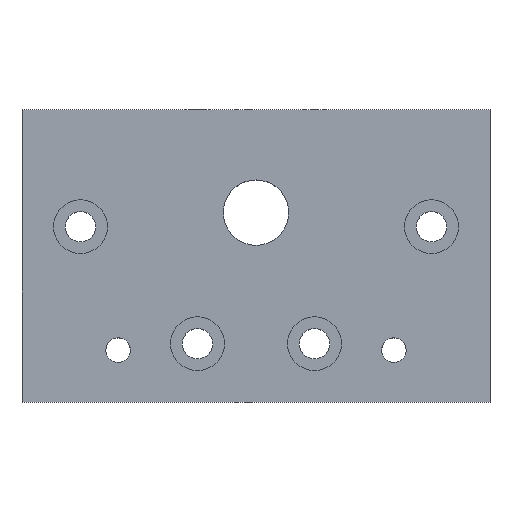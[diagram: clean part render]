
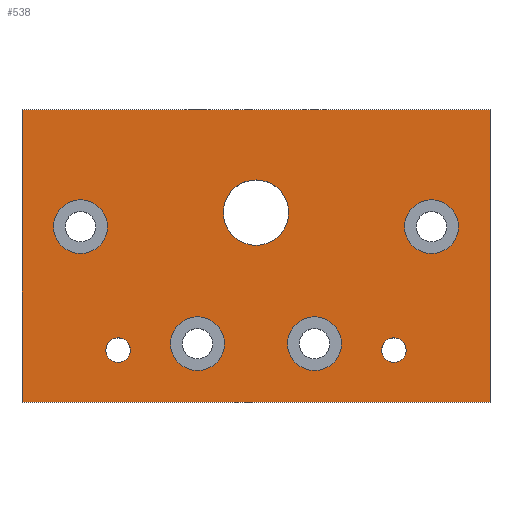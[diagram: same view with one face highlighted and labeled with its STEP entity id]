
A CAD part, top view. The second image highlights one B-rep face of the part: STEP entity #538.
In plain terms, the highlighted planar face has unit normal (0, 0, 1).
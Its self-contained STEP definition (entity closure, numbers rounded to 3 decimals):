
#17=FACE_BOUND('',#82,.T.);
#18=FACE_BOUND('',#83,.T.);
#19=FACE_BOUND('',#84,.T.);
#20=FACE_BOUND('',#85,.T.);
#21=FACE_BOUND('',#86,.T.);
#22=FACE_BOUND('',#87,.T.);
#23=FACE_BOUND('',#88,.T.);
#38=PLANE('',#592);
#54=FACE_OUTER_BOUND('',#81,.T.);
#81=EDGE_LOOP('',(#388,#389,#390,#391));
#82=EDGE_LOOP('',(#392));
#83=EDGE_LOOP('',(#393,#394));
#84=EDGE_LOOP('',(#395,#396));
#85=EDGE_LOOP('',(#397,#398));
#86=EDGE_LOOP('',(#399,#400));
#87=EDGE_LOOP('',(#401,#402));
#88=EDGE_LOOP('',(#403,#404));
#129=LINE('',#872,#157);
#130=LINE('',#874,#158);
#131=LINE('',#876,#159);
#132=LINE('',#877,#160);
#157=VECTOR('',#695,50.);
#158=VECTOR('',#696,80.);
#159=VECTOR('',#697,50.);
#160=VECTOR('',#698,80.);
#180=CIRCLE('',#575,5.588);
#193=CIRCLE('',#593,2.1);
#194=CIRCLE('',#594,2.1);
#195=CIRCLE('',#595,2.1);
#196=CIRCLE('',#596,2.1);
#197=CIRCLE('',#597,4.6);
#198=CIRCLE('',#598,4.6);
#199=CIRCLE('',#599,4.6);
#200=CIRCLE('',#600,4.6);
#201=CIRCLE('',#601,4.6);
#202=CIRCLE('',#602,4.6);
#203=CIRCLE('',#603,4.6);
#204=CIRCLE('',#604,4.6);
#229=VERTEX_POINT('',#834);
#242=VERTEX_POINT('',#870);
#243=VERTEX_POINT('',#871);
#244=VERTEX_POINT('',#873);
#245=VERTEX_POINT('',#875);
#246=VERTEX_POINT('',#878);
#247=VERTEX_POINT('',#879);
#248=VERTEX_POINT('',#882);
#249=VERTEX_POINT('',#883);
#250=VERTEX_POINT('',#886);
#251=VERTEX_POINT('',#887);
#252=VERTEX_POINT('',#890);
#253=VERTEX_POINT('',#891);
#254=VERTEX_POINT('',#894);
#255=VERTEX_POINT('',#895);
#256=VERTEX_POINT('',#898);
#257=VERTEX_POINT('',#899);
#288=EDGE_CURVE('',#229,#229,#180,.T.);
#306=EDGE_CURVE('',#242,#243,#129,.T.);
#307=EDGE_CURVE('',#243,#244,#130,.T.);
#308=EDGE_CURVE('',#244,#245,#131,.T.);
#309=EDGE_CURVE('',#245,#242,#132,.T.);
#310=EDGE_CURVE('',#246,#247,#193,.T.);
#311=EDGE_CURVE('',#247,#246,#194,.T.);
#312=EDGE_CURVE('',#248,#249,#195,.T.);
#313=EDGE_CURVE('',#249,#248,#196,.T.);
#314=EDGE_CURVE('',#250,#251,#197,.T.);
#315=EDGE_CURVE('',#251,#250,#198,.T.);
#316=EDGE_CURVE('',#252,#253,#199,.T.);
#317=EDGE_CURVE('',#253,#252,#200,.T.);
#318=EDGE_CURVE('',#254,#255,#201,.T.);
#319=EDGE_CURVE('',#255,#254,#202,.T.);
#320=EDGE_CURVE('',#256,#257,#203,.T.);
#321=EDGE_CURVE('',#257,#256,#204,.T.);
#388=ORIENTED_EDGE('',*,*,#306,.T.);
#389=ORIENTED_EDGE('',*,*,#307,.T.);
#390=ORIENTED_EDGE('',*,*,#308,.T.);
#391=ORIENTED_EDGE('',*,*,#309,.T.);
#392=ORIENTED_EDGE('',*,*,#288,.F.);
#393=ORIENTED_EDGE('',*,*,#310,.F.);
#394=ORIENTED_EDGE('',*,*,#311,.F.);
#395=ORIENTED_EDGE('',*,*,#312,.F.);
#396=ORIENTED_EDGE('',*,*,#313,.F.);
#397=ORIENTED_EDGE('',*,*,#314,.F.);
#398=ORIENTED_EDGE('',*,*,#315,.F.);
#399=ORIENTED_EDGE('',*,*,#316,.F.);
#400=ORIENTED_EDGE('',*,*,#317,.F.);
#401=ORIENTED_EDGE('',*,*,#318,.F.);
#402=ORIENTED_EDGE('',*,*,#319,.F.);
#403=ORIENTED_EDGE('',*,*,#320,.F.);
#404=ORIENTED_EDGE('',*,*,#321,.F.);
#538=ADVANCED_FACE('',(#54,#17,#18,#19,#20,#21,#22,#23),#38,.F.);
#575=AXIS2_PLACEMENT_3D('',#835,#654,#655);
#592=AXIS2_PLACEMENT_3D('',#869,#693,#694);
#593=AXIS2_PLACEMENT_3D('',#880,#699,#700);
#594=AXIS2_PLACEMENT_3D('',#881,#701,#702);
#595=AXIS2_PLACEMENT_3D('',#884,#703,#704);
#596=AXIS2_PLACEMENT_3D('',#885,#705,#706);
#597=AXIS2_PLACEMENT_3D('',#888,#707,#708);
#598=AXIS2_PLACEMENT_3D('',#889,#709,#710);
#599=AXIS2_PLACEMENT_3D('',#892,#711,#712);
#600=AXIS2_PLACEMENT_3D('',#893,#713,#714);
#601=AXIS2_PLACEMENT_3D('',#896,#715,#716);
#602=AXIS2_PLACEMENT_3D('',#897,#717,#718);
#603=AXIS2_PLACEMENT_3D('',#900,#719,#720);
#604=AXIS2_PLACEMENT_3D('',#901,#721,#722);
#654=DIRECTION('center_axis',(0.,0.,1.));
#655=DIRECTION('ref_axis',(1.,0.,0.));
#693=DIRECTION('center_axis',(0.,0.,-1.));
#694=DIRECTION('ref_axis',(-1.,0.,0.));
#695=DIRECTION('',(0.,-1.,0.));
#696=DIRECTION('',(1.,0.,0.));
#697=DIRECTION('',(0.,1.,0.));
#698=DIRECTION('',(-1.,0.,0.));
#699=DIRECTION('center_axis',(0.,0.,1.));
#700=DIRECTION('ref_axis',(1.,0.,0.));
#701=DIRECTION('center_axis',(0.,0.,1.));
#702=DIRECTION('ref_axis',(1.,0.,0.));
#703=DIRECTION('center_axis',(0.,0.,1.));
#704=DIRECTION('ref_axis',(1.,0.,0.));
#705=DIRECTION('center_axis',(0.,0.,1.));
#706=DIRECTION('ref_axis',(1.,0.,0.));
#707=DIRECTION('center_axis',(0.,0.,1.));
#708=DIRECTION('ref_axis',(1.,0.,0.));
#709=DIRECTION('center_axis',(0.,0.,1.));
#710=DIRECTION('ref_axis',(1.,0.,0.));
#711=DIRECTION('center_axis',(0.,0.,1.));
#712=DIRECTION('ref_axis',(1.,0.,0.));
#713=DIRECTION('center_axis',(0.,0.,1.));
#714=DIRECTION('ref_axis',(1.,0.,0.));
#715=DIRECTION('center_axis',(0.,0.,1.));
#716=DIRECTION('ref_axis',(1.,0.,0.));
#717=DIRECTION('center_axis',(0.,0.,1.));
#718=DIRECTION('ref_axis',(1.,0.,0.));
#719=DIRECTION('center_axis',(0.,0.,1.));
#720=DIRECTION('ref_axis',(1.,0.,0.));
#721=DIRECTION('center_axis',(0.,0.,1.));
#722=DIRECTION('ref_axis',(1.,0.,0.));
#834=CARTESIAN_POINT('',(45.588,32.4,12.));
#835=CARTESIAN_POINT('Origin',(40.,32.4,12.));
#869=CARTESIAN_POINT('Origin',(0.,0.,12.));
#870=CARTESIAN_POINT('',(0.,50.,12.));
#871=CARTESIAN_POINT('',(0.,0.,12.));
#872=CARTESIAN_POINT('',(0.,50.,12.));
#873=CARTESIAN_POINT('',(80.,0.,12.));
#874=CARTESIAN_POINT('',(0.,0.,12.));
#875=CARTESIAN_POINT('',(80.,50.,12.));
#876=CARTESIAN_POINT('',(80.,0.,12.));
#877=CARTESIAN_POINT('',(80.,50.,12.));
#878=CARTESIAN_POINT('',(18.53,8.9,12.));
#879=CARTESIAN_POINT('',(14.33,8.9,12.));
#880=CARTESIAN_POINT('Origin',(16.43,8.9,12.));
#881=CARTESIAN_POINT('Origin',(16.43,8.9,12.));
#882=CARTESIAN_POINT('',(65.67,8.9,12.));
#883=CARTESIAN_POINT('',(61.47,8.9,12.));
#884=CARTESIAN_POINT('Origin',(63.57,8.9,12.));
#885=CARTESIAN_POINT('Origin',(63.57,8.9,12.));
#886=CARTESIAN_POINT('',(74.6,30.,12.));
#887=CARTESIAN_POINT('',(65.4,30.,12.));
#888=CARTESIAN_POINT('Origin',(70.,30.,12.));
#889=CARTESIAN_POINT('Origin',(70.,30.,12.));
#890=CARTESIAN_POINT('',(54.6,10.,12.));
#891=CARTESIAN_POINT('',(45.4,10.,12.));
#892=CARTESIAN_POINT('Origin',(50.,10.,12.));
#893=CARTESIAN_POINT('Origin',(50.,10.,12.));
#894=CARTESIAN_POINT('',(34.6,10.,12.));
#895=CARTESIAN_POINT('',(25.4,10.,12.));
#896=CARTESIAN_POINT('Origin',(30.,10.,12.));
#897=CARTESIAN_POINT('Origin',(30.,10.,12.));
#898=CARTESIAN_POINT('',(14.6,30.,12.));
#899=CARTESIAN_POINT('',(5.4,30.,12.));
#900=CARTESIAN_POINT('Origin',(10.,30.,12.));
#901=CARTESIAN_POINT('Origin',(10.,30.,12.));
